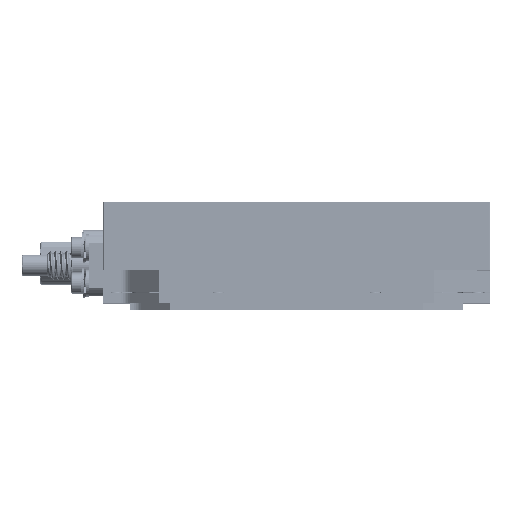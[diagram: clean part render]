
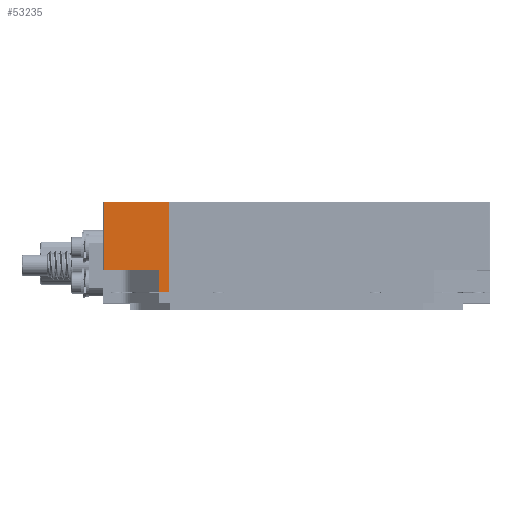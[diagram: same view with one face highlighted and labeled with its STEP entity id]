
A CAD part, top view. The second image highlights one B-rep face of the part: STEP entity #53235.
In plain terms, the highlighted planar face has unit normal (0, 0, 1).
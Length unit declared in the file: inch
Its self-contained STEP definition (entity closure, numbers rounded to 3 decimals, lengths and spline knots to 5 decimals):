
#481 = LINE ( 'NONE', #64138, #64018 ) ;
#1100 = CARTESIAN_POINT ( 'NONE',  ( -0.64, -0.285, 0.9 ) ) ;
#2281 = EDGE_CURVE ( 'NONE', #27047, #4735, #481, .T. ) ;
#4187 = DIRECTION ( 'NONE',  ( -1., 0., 0. ) ) ;
#4735 = VERTEX_POINT ( 'NONE', #55045 ) ;
#6163 = CARTESIAN_POINT ( 'NONE',  ( -0.64, 0.035, 0.9 ) ) ;
#7889 = CARTESIAN_POINT ( 'NONE',  ( -0.59, -0.385, 0.9 ) ) ;
#8030 = ORIENTED_EDGE ( 'NONE', *, *, #47283, .F. ) ;
#10752 = DIRECTION ( 'NONE',  ( -1., 0., 0. ) ) ;
#11030 = PLANE ( 'NONE',  #20162 ) ;
#12039 = DIRECTION ( 'NONE',  ( 0., -1., 0. ) ) ;
#15663 = EDGE_CURVE ( 'NONE', #61614, #19837, #59097, .T. ) ;
#16585 = VECTOR ( 'NONE', #29046, 39.37008 ) ;
#19765 = ORIENTED_EDGE ( 'NONE', *, *, #2281, .T. ) ;
#19837 = VERTEX_POINT ( 'NONE', #43060 ) ;
#20162 = AXIS2_PLACEMENT_3D ( 'NONE', #6163, #45276, #40427 ) ;
#23627 = EDGE_CURVE ( 'NONE', #61614, #62810, #45888, .T. ) ;
#23802 = CARTESIAN_POINT ( 'NONE',  ( -0.59, 0.03504, 0.9 ) ) ;
#24615 = VERTEX_POINT ( 'NONE', #7889 ) ;
#27047 = VERTEX_POINT ( 'NONE', #1100 ) ;
#27496 = LINE ( 'NONE', #55808, #72514 ) ;
#29046 = DIRECTION ( 'NONE',  ( 0., -1., 0. ) ) ;
#31519 = CARTESIAN_POINT ( 'NONE',  ( -0.895, 0.035, 0.9 ) ) ;
#32715 = CARTESIAN_POINT ( 'NONE',  ( -0.59, 0.035, 0.9 ) ) ;
#34898 = ORIENTED_EDGE ( 'NONE', *, *, #15663, .T. ) ;
#40427 = DIRECTION ( 'NONE',  ( -1., 0., 0. ) ) ;
#42202 = VECTOR ( 'NONE', #4187, 39.37008 ) ;
#43060 = CARTESIAN_POINT ( 'NONE',  ( -0.895, -0.285, 0.9 ) ) ;
#44037 = CARTESIAN_POINT ( 'NONE',  ( 0.9, -0.385, 0.9 ) ) ;
#45168 = DIRECTION ( 'NONE',  ( 1., 0., 0. ) ) ;
#45207 = CARTESIAN_POINT ( 'NONE',  ( -0.895, 0.035, 0.9 ) ) ;
#45276 = DIRECTION ( 'NONE',  ( 0., 0., -1. ) ) ;
#45888 = LINE ( 'NONE', #63007, #61050 ) ;
#47048 = EDGE_CURVE ( 'NONE', #62810, #24615, #52122, .T. ) ;
#47236 = ORIENTED_EDGE ( 'NONE', *, *, #23627, .F. ) ;
#47283 = EDGE_CURVE ( 'NONE', #27047, #19837, #27496, .T. ) ;
#51374 = EDGE_LOOP ( 'NONE', ( #47236, #34898, #8030, #19765, #72774, #70288 ) ) ;
#52122 = LINE ( 'NONE', #23802, #16585 ) ;
#53235 = ADVANCED_FACE ( 'NONE', ( #68326 ), #11030, .F. ) ;
#55045 = CARTESIAN_POINT ( 'NONE',  ( -0.64, -0.385, 0.9 ) ) ;
#55808 = CARTESIAN_POINT ( 'NONE',  ( -0.9, -0.285, 0.9 ) ) ;
#59097 = LINE ( 'NONE', #31519, #70908 ) ;
#61050 = VECTOR ( 'NONE', #45168, 39.37008 ) ;
#61614 = VERTEX_POINT ( 'NONE', #45207 ) ;
#62810 = VERTEX_POINT ( 'NONE', #32715 ) ;
#63007 = CARTESIAN_POINT ( 'NONE',  ( -0.64, 0.035, 0.9 ) ) ;
#64018 = VECTOR ( 'NONE', #12039, 39.37008 ) ;
#64138 = CARTESIAN_POINT ( 'NONE',  ( -0.64, -0.285, 0.9 ) ) ;
#67134 = EDGE_CURVE ( 'NONE', #24615, #4735, #72675, .T. ) ;
#68326 = FACE_OUTER_BOUND ( 'NONE', #51374, .T. ) ;
#70288 = ORIENTED_EDGE ( 'NONE', *, *, #47048, .F. ) ;
#70908 = VECTOR ( 'NONE', #70959, 39.37008 ) ;
#70959 = DIRECTION ( 'NONE',  ( 0., -1., 0. ) ) ;
#72514 = VECTOR ( 'NONE', #10752, 39.37008 ) ;
#72675 = LINE ( 'NONE', #44037, #42202 ) ;
#72774 = ORIENTED_EDGE ( 'NONE', *, *, #67134, .F. ) ;
